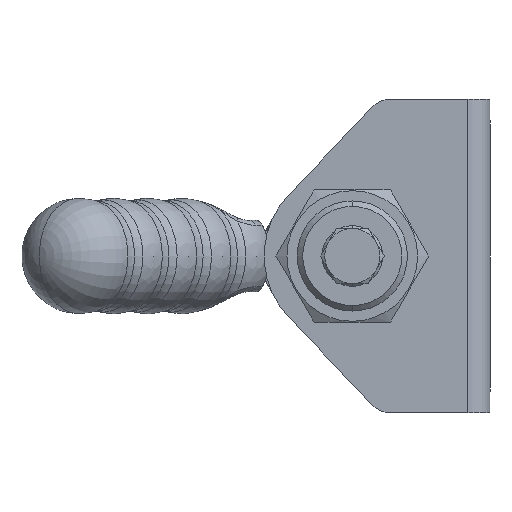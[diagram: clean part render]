
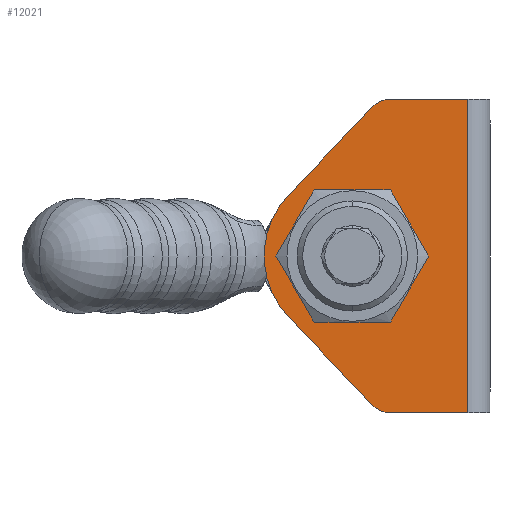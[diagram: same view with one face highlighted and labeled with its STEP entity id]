
A CAD part, left-side view. The second image highlights one B-rep face of the part: STEP entity #12021.
In plain terms, the highlighted planar face has unit normal (-1, 0, 0).
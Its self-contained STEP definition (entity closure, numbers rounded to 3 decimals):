
#257 = EDGE_CURVE ( 'NONE', #8481, #6352, #3654, .T. ) ;
#273 = CARTESIAN_POINT ( 'NONE',  ( 4., 0., -28.5 ) ) ;
#328 = VECTOR ( 'NONE', #6754, 1000. ) ;
#330 = ORIENTED_EDGE ( 'NONE', *, *, #6528, .T. ) ;
#375 = DIRECTION ( 'NONE',  ( 1., 0., 0. ) ) ;
#669 = CARTESIAN_POINT ( 'NONE',  ( 4., 21.479, -26.943 ) ) ;
#712 = CARTESIAN_POINT ( 'NONE',  ( 4., 4.01, -28.5 ) ) ;
#915 = VECTOR ( 'NONE', #4278, 1000. ) ;
#935 = CARTESIAN_POINT ( 'NONE',  ( 4., 10.516, -38.487 ) ) ;
#1230 = ORIENTED_EDGE ( 'NONE', *, *, #257, .F. ) ;
#1352 = AXIS2_PLACEMENT_3D ( 'NONE', #273, #2235, #9006 ) ;
#1374 = CARTESIAN_POINT ( 'NONE',  ( 4., 25., 10.1 ) ) ;
#1631 = CARTESIAN_POINT ( 'NONE',  ( 4., 17.853, 28.5 ) ) ;
#2049 = CIRCLE ( 'NONE', #5347, 5. ) ;
#2094 = AXIS2_PLACEMENT_3D ( 'NONE', #8790, #3005, #9758 ) ;
#2235 = DIRECTION ( 'NONE',  ( 1., 0., 0. ) ) ;
#2552 = EDGE_CURVE ( 'NONE', #3645, #9105, #5333, .T. ) ;
#3005 = DIRECTION ( 'NONE',  ( 1., 0., 0. ) ) ;
#3083 = VERTEX_POINT ( 'NONE', #8754 ) ;
#3132 = CARTESIAN_POINT ( 'NONE',  ( 4., 17.853, -23.5 ) ) ;
#3375 = ORIENTED_EDGE ( 'NONE', *, *, #4183, .T. ) ;
#3400 = VERTEX_POINT ( 'NONE', #669 ) ;
#3435 = VERTEX_POINT ( 'NONE', #1631 ) ;
#3645 = VERTEX_POINT ( 'NONE', #4903 ) ;
#3654 = LINE ( 'NONE', #8580, #5641 ) ;
#3775 = CARTESIAN_POINT ( 'NONE',  ( 4., 25., 0. ) ) ;
#4110 = DIRECTION ( 'NONE',  ( 0., 0., -1. ) ) ;
#4183 = EDGE_CURVE ( 'NONE', #8218, #3435, #10949, .T. ) ;
#4264 = EDGE_CURVE ( 'NONE', #5428, #7337, #5556, .T. ) ;
#4278 = DIRECTION ( 'NONE',  ( 0., -0.689, 0.725 ) ) ;
#4338 = CARTESIAN_POINT ( 'NONE',  ( 4., 25., -10.1 ) ) ;
#4346 = EDGE_CURVE ( 'NONE', #6352, #3400, #2049, .T. ) ;
#4758 = DIRECTION ( 'NONE',  ( 0., 0., -1. ) ) ;
#4903 = CARTESIAN_POINT ( 'NONE',  ( 4., 36.602, -11.018 ) ) ;
#5131 = PLANE ( 'NONE',  #1352 ) ;
#5204 = EDGE_LOOP ( 'NONE', ( #12069, #6973, #5642, #8626, #11977, #1230, #12478, #3375 ) ) ;
#5330 = FACE_OUTER_BOUND ( 'NONE', #5204, .T. ) ;
#5333 = CIRCLE ( 'NONE', #7749, 16. ) ;
#5347 = AXIS2_PLACEMENT_3D ( 'NONE', #3132, #9876, #4110 ) ;
#5428 = VERTEX_POINT ( 'NONE', #1374 ) ;
#5556 = CIRCLE ( 'NONE', #2094, 10.1 ) ;
#5641 = VECTOR ( 'NONE', #7887, 1000. ) ;
#5642 = ORIENTED_EDGE ( 'NONE', *, *, #2552, .F. ) ;
#5649 = FACE_BOUND ( 'NONE', #10760, .T. ) ;
#5780 = CARTESIAN_POINT ( 'NONE',  ( 4., 0., 28.5 ) ) ;
#6189 = CARTESIAN_POINT ( 'NONE',  ( 4., 17.853, 23.5 ) ) ;
#6352 = VERTEX_POINT ( 'NONE', #7367 ) ;
#6528 = EDGE_CURVE ( 'NONE', #7337, #5428, #12415, .T. ) ;
#6754 = DIRECTION ( 'NONE',  ( 0., 0.689, 0.725 ) ) ;
#6973 = ORIENTED_EDGE ( 'NONE', *, *, #7903, .F. ) ;
#7159 = DIRECTION ( 'NONE',  ( 0., 0., 1. ) ) ;
#7164 = DIRECTION ( 'NONE',  ( 0., 0., -1. ) ) ;
#7337 = VERTEX_POINT ( 'NONE', #4338 ) ;
#7367 = CARTESIAN_POINT ( 'NONE',  ( 4., 17.853, -28.5 ) ) ;
#7749 = AXIS2_PLACEMENT_3D ( 'NONE', #9782, #9740, #9700 ) ;
#7887 = DIRECTION ( 'NONE',  ( 0., 1., 0. ) ) ;
#7903 = EDGE_CURVE ( 'NONE', #9105, #3083, #10874, .T. ) ;
#8157 = CARTESIAN_POINT ( 'NONE',  ( 4., 4.01, -28.5 ) ) ;
#8218 = VERTEX_POINT ( 'NONE', #8879 ) ;
#8414 = VECTOR ( 'NONE', #11516, 1000. ) ;
#8481 = VERTEX_POINT ( 'NONE', #712 ) ;
#8499 = AXIS2_PLACEMENT_3D ( 'NONE', #3775, #10517, #4758 ) ;
#8580 = CARTESIAN_POINT ( 'NONE',  ( 4., 0., -28.5 ) ) ;
#8590 = CARTESIAN_POINT ( 'NONE',  ( 4., 36.602, 11.018 ) ) ;
#8626 = ORIENTED_EDGE ( 'NONE', *, *, #11445, .F. ) ;
#8754 = CARTESIAN_POINT ( 'NONE',  ( 4., 21.479, 26.943 ) ) ;
#8790 = CARTESIAN_POINT ( 'NONE',  ( 4., 25., 0. ) ) ;
#8879 = CARTESIAN_POINT ( 'NONE',  ( 4., 4.01, 28.5 ) ) ;
#8961 = LINE ( 'NONE', #8157, #11506 ) ;
#9006 = DIRECTION ( 'NONE',  ( 0., 0., -1. ) ) ;
#9105 = VERTEX_POINT ( 'NONE', #8590 ) ;
#9700 = DIRECTION ( 'NONE',  ( 0., 0., -1. ) ) ;
#9740 = DIRECTION ( 'NONE',  ( 1., 0., 0. ) ) ;
#9758 = DIRECTION ( 'NONE',  ( 0., 0., -1. ) ) ;
#9782 = CARTESIAN_POINT ( 'NONE',  ( 4., 25., 0. ) ) ;
#9876 = DIRECTION ( 'NONE',  ( 1., 0., 0. ) ) ;
#9908 = CIRCLE ( 'NONE', #12474, 5. ) ;
#10009 = LINE ( 'NONE', #935, #328 ) ;
#10459 = EDGE_CURVE ( 'NONE', #3083, #3435, #9908, .T. ) ;
#10517 = DIRECTION ( 'NONE',  ( 1., 0., 0. ) ) ;
#10760 = EDGE_LOOP ( 'NONE', ( #330, #11189 ) ) ;
#10874 = LINE ( 'NONE', #11008, #915 ) ;
#10949 = LINE ( 'NONE', #5780, #8414 ) ;
#11008 = CARTESIAN_POINT ( 'NONE',  ( 4., 38.978, 8.516 ) ) ;
#11189 = ORIENTED_EDGE ( 'NONE', *, *, #4264, .T. ) ;
#11445 = EDGE_CURVE ( 'NONE', #3400, #3645, #10009, .T. ) ;
#11506 = VECTOR ( 'NONE', #7159, 1000. ) ;
#11516 = DIRECTION ( 'NONE',  ( 0., 1., 0. ) ) ;
#11684 = EDGE_CURVE ( 'NONE', #8481, #8218, #8961, .T. ) ;
#11977 = ORIENTED_EDGE ( 'NONE', *, *, #4346, .F. ) ;
#12021 = ADVANCED_FACE ( 'NONE', ( #5649, #5330 ), #5131, .F. ) ;
#12069 = ORIENTED_EDGE ( 'NONE', *, *, #10459, .F. ) ;
#12415 = CIRCLE ( 'NONE', #8499, 10.1 ) ;
#12474 = AXIS2_PLACEMENT_3D ( 'NONE', #6189, #375, #7164 ) ;
#12478 = ORIENTED_EDGE ( 'NONE', *, *, #11684, .T. ) ;
